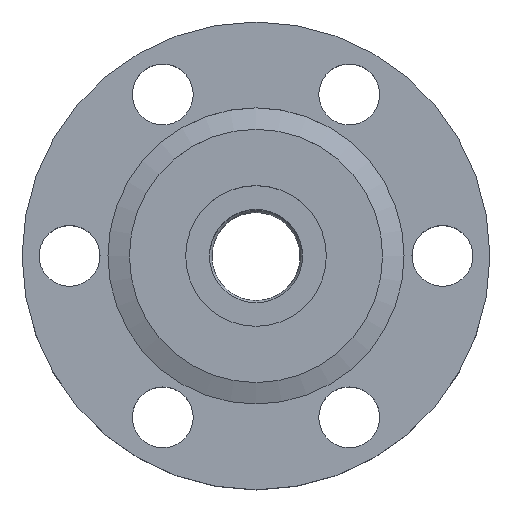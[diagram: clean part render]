
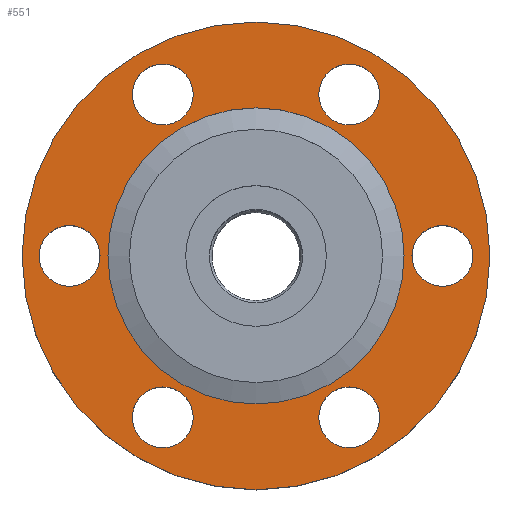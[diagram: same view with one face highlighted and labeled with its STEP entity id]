
A CAD part, top view. The second image highlights one B-rep face of the part: STEP entity #551.
In plain terms, the highlighted planar face has unit normal (0, 0, 1).
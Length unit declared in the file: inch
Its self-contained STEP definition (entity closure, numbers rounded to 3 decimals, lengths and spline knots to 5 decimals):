
#30=PLANE('',#637);
#56=FACE_BOUND('',#166,.T.);
#57=FACE_BOUND('',#167,.T.);
#58=FACE_BOUND('',#168,.T.);
#59=FACE_BOUND('',#169,.T.);
#60=FACE_BOUND('',#170,.T.);
#61=FACE_BOUND('',#171,.T.);
#62=FACE_BOUND('',#172,.T.);
#104=FACE_OUTER_BOUND('',#165,.T.);
#165=EDGE_LOOP('',(#408));
#166=EDGE_LOOP('',(#409));
#167=EDGE_LOOP('',(#410));
#168=EDGE_LOOP('',(#411));
#169=EDGE_LOOP('',(#412));
#170=EDGE_LOOP('',(#413));
#171=EDGE_LOOP('',(#414));
#172=EDGE_LOOP('',(#415));
#249=CIRCLE('',#638,0.665);
#250=CIRCLE('',#639,0.0865);
#251=CIRCLE('',#640,0.0865);
#252=CIRCLE('',#641,0.0865);
#253=CIRCLE('',#642,0.0865);
#254=CIRCLE('',#643,0.0865);
#255=CIRCLE('',#644,0.0865);
#256=CIRCLE('',#645,0.421);
#298=VERTEX_POINT('',#934);
#299=VERTEX_POINT('',#936);
#300=VERTEX_POINT('',#938);
#301=VERTEX_POINT('',#940);
#302=VERTEX_POINT('',#942);
#303=VERTEX_POINT('',#944);
#304=VERTEX_POINT('',#946);
#305=VERTEX_POINT('',#948);
#347=EDGE_CURVE('',#298,#298,#249,.T.);
#348=EDGE_CURVE('',#299,#299,#250,.T.);
#349=EDGE_CURVE('',#300,#300,#251,.T.);
#350=EDGE_CURVE('',#301,#301,#252,.T.);
#351=EDGE_CURVE('',#302,#302,#253,.T.);
#352=EDGE_CURVE('',#303,#303,#254,.T.);
#353=EDGE_CURVE('',#304,#304,#255,.T.);
#354=EDGE_CURVE('',#305,#305,#256,.T.);
#408=ORIENTED_EDGE('',*,*,#347,.F.);
#409=ORIENTED_EDGE('',*,*,#348,.T.);
#410=ORIENTED_EDGE('',*,*,#349,.T.);
#411=ORIENTED_EDGE('',*,*,#350,.T.);
#412=ORIENTED_EDGE('',*,*,#351,.T.);
#413=ORIENTED_EDGE('',*,*,#352,.T.);
#414=ORIENTED_EDGE('',*,*,#353,.T.);
#415=ORIENTED_EDGE('',*,*,#354,.T.);
#551=ADVANCED_FACE('',(#104,#56,#57,#58,#59,#60,#61,#62),#30,.F.);
#637=AXIS2_PLACEMENT_3D('',#933,#763,#764);
#638=AXIS2_PLACEMENT_3D('',#935,#765,#766);
#639=AXIS2_PLACEMENT_3D('',#937,#767,#768);
#640=AXIS2_PLACEMENT_3D('',#939,#769,#770);
#641=AXIS2_PLACEMENT_3D('',#941,#771,#772);
#642=AXIS2_PLACEMENT_3D('',#943,#773,#774);
#643=AXIS2_PLACEMENT_3D('',#945,#775,#776);
#644=AXIS2_PLACEMENT_3D('',#947,#777,#778);
#645=AXIS2_PLACEMENT_3D('',#949,#779,#780);
#763=DIRECTION('center_axis',(0.,0.,-1.));
#764=DIRECTION('ref_axis',(-1.,0.,0.));
#765=DIRECTION('center_axis',(0.,0.,-1.));
#766=DIRECTION('ref_axis',(-1.,0.,0.));
#767=DIRECTION('center_axis',(0.,0.,-1.));
#768=DIRECTION('ref_axis',(-0.5,-0.866,0.));
#769=DIRECTION('center_axis',(0.,0.,-1.));
#770=DIRECTION('ref_axis',(-1.,0.,0.));
#771=DIRECTION('center_axis',(0.,0.,-1.));
#772=DIRECTION('ref_axis',(-0.5,0.866,0.));
#773=DIRECTION('center_axis',(0.,0.,-1.));
#774=DIRECTION('ref_axis',(0.5,0.866,0.));
#775=DIRECTION('center_axis',(0.,0.,-1.));
#776=DIRECTION('ref_axis',(0.5,-0.866,0.));
#777=DIRECTION('center_axis',(0.,0.,-1.));
#778=DIRECTION('ref_axis',(1.,0.,0.));
#779=DIRECTION('center_axis',(0.,0.,-1.));
#780=DIRECTION('ref_axis',(0.,1.,0.));
#933=CARTESIAN_POINT('Origin',(0.,0.,0.3));
#934=CARTESIAN_POINT('',(0.665,0.,0.3));
#935=CARTESIAN_POINT('Origin',(0.,0.,0.3));
#936=CARTESIAN_POINT('',(0.22175,-0.5339,0.3));
#937=CARTESIAN_POINT('Origin',(0.265,-0.45899,0.3));
#938=CARTESIAN_POINT('',(-0.3515,-0.45899,0.3));
#939=CARTESIAN_POINT('Origin',(-0.265,-0.45899,0.3));
#940=CARTESIAN_POINT('',(-0.57325,0.07491,0.3));
#941=CARTESIAN_POINT('Origin',(-0.53,0.,0.3));
#942=CARTESIAN_POINT('',(-0.22175,0.5339,0.3));
#943=CARTESIAN_POINT('Origin',(-0.265,0.45899,0.3));
#944=CARTESIAN_POINT('',(0.57325,-0.07491,0.3));
#945=CARTESIAN_POINT('Origin',(0.53,0.,0.3));
#946=CARTESIAN_POINT('',(0.3515,0.45899,0.3));
#947=CARTESIAN_POINT('Origin',(0.265,0.45899,0.3));
#948=CARTESIAN_POINT('',(0.,0.421,0.3));
#949=CARTESIAN_POINT('Origin',(0.,0.,0.3));
